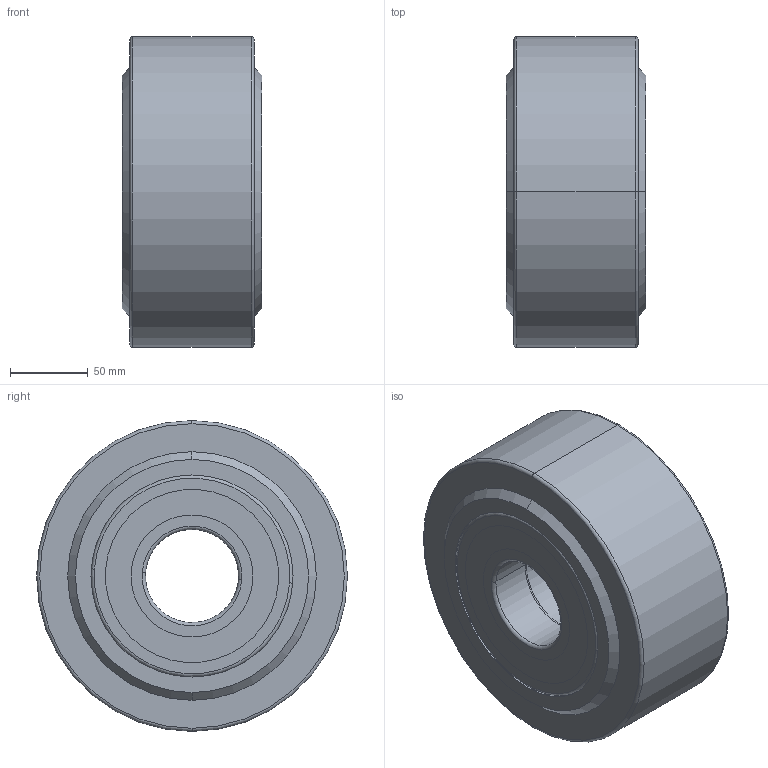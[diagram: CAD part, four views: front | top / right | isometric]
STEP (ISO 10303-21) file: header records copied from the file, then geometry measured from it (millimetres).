
FILE_DESCRIPTION (( 'STEP AP214' ), '1' );
FILE_NAME ('0028595.step', '2022-06-03T10:52:59', ( '' ), ( '' ), 'SwSTEP 2.0', 'SolidWorks 2020', '' );
FILE_SCHEMA (( 'AUTOMOTIVE_DESIGN' ));
Length unit declared in the file: millimetre
Products named in the file (1): 0028595
Bounding box: 90 x 200 x 200 mm (x, y, z)
Volume: 2181668.1 mm3; surface area: 325691.9 mm2
Topology: 12 solids, 12 shells, 144 faces, 288 edges, 176 vertices
Faces by surface type: cylinder 68, torus 40, plane 32, cone 4
Entity records: 5569 total; most frequent: DIRECTION 794, CARTESIAN_POINT 609, ORIENTED_EDGE 576, AXIS2_PLACEMENT_3D 361, EDGE_CURVE 288, CIRCLE 216, EDGE_LOOP 176, VERTEX_POINT 176
